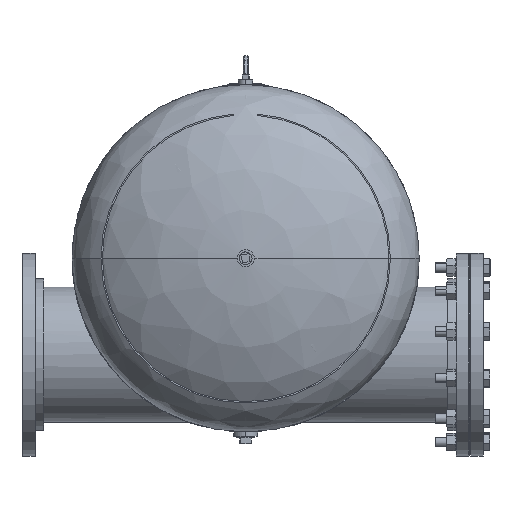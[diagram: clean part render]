
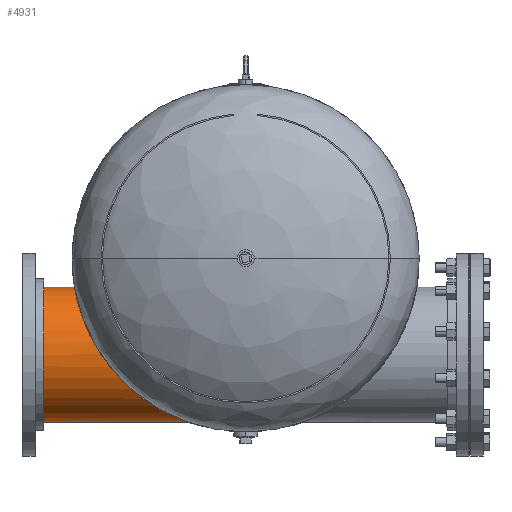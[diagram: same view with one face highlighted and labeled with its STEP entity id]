
A CAD part, front view. The second image highlights one B-rep face of the part: STEP entity #4931.
In plain terms, the highlighted cylindrical face has radius 177.8 mm (diameter 355.6 mm), a partial arc.
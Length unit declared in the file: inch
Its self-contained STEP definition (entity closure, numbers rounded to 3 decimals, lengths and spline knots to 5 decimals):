
#2456 = ORIENTED_EDGE ( 'NONE', *, *, #27787, .T. ) ;
#2786 = DIRECTION ( 'NONE',  ( 0., 1., 0. ) ) ;
#3168 = VECTOR ( 'NONE', #29637, 39.37008 ) ;
#3170 = CARTESIAN_POINT ( 'NONE',  ( -14., 0., -7. ) ) ;
#4076 = AXIS2_PLACEMENT_3D ( 'NONE', #7743, #2786, #28074 ) ;
#4375 = VECTOR ( 'NONE', #10432, 39.37008 ) ;
#4829 = CARTESIAN_POINT ( 'NONE',  ( 0., 19.5, 7. ) ) ;
#4931 = ADVANCED_FACE ( 'NONE', ( #9971 ), #16908, .T. ) ;
#5445 = DIRECTION ( 'NONE',  ( 0., -1., 0. ) ) ;
#5881 = AXIS2_PLACEMENT_3D ( 'NONE', #26076, #5445, #14652 ) ;
#7743 = CARTESIAN_POINT ( 'NONE',  ( 0., 19.5, 0. ) ) ;
#8308 = ORIENTED_EDGE ( 'NONE', *, *, #18155, .F. ) ;
#9971 = FACE_OUTER_BOUND ( 'NONE', #10116, .T. ) ;
#10014 = VERTEX_POINT ( 'NONE', #14128 ) ;
#10116 = EDGE_LOOP ( 'NONE', ( #8308, #11565, #2456, #11861 ) ) ;
#10432 = DIRECTION ( 'NONE',  ( 0., -1., 0. ) ) ;
#11195 = EDGE_CURVE ( 'NONE', #10014, #14345, #16473, .T. ) ;
#11565 = ORIENTED_EDGE ( 'NONE', *, *, #13547, .F. ) ;
#11861 = ORIENTED_EDGE ( 'NONE', *, *, #11195, .F. ) ;
#12362 = CARTESIAN_POINT ( 'NONE',  ( 0., 0., -7. ) ) ;
#12655 = CARTESIAN_POINT ( 'NONE',  ( -14., 10.5, 7. ) ) ;
#13531 = LINE ( 'NONE', #22709, #3168 ) ;
#13547 = EDGE_CURVE ( 'NONE', #24194, #19711, #23807, .T. ) ;
#14128 = CARTESIAN_POINT ( 'NONE',  ( 0., 10.5, 7. ) ) ;
#14345 = VERTEX_POINT ( 'NONE', #22711 ) ;
#14619 = CARTESIAN_POINT ( 'NONE',  ( 0., 10.5, 7. ) ) ;
#14652 = DIRECTION ( 'NONE',  ( 0., 0., -1. ) ) ;
#16473 =( BOUNDED_CURVE ( )  B_SPLINE_CURVE ( 3, ( #14619, #12655, #3170, #12362 ),
 .UNSPECIFIED., .F., .F. ) 
 B_SPLINE_CURVE_WITH_KNOTS ( ( 4, 4 ),
 ( 3.14159, 6.28319 ),
 .UNSPECIFIED. ) 
 CURVE ( )  GEOMETRIC_REPRESENTATION_ITEM ( )  RATIONAL_B_SPLINE_CURVE ( ( 1., 0.333, 0.333, 1. ) ) 
 REPRESENTATION_ITEM ( '' )  );
#16908 = CYLINDRICAL_SURFACE ( 'NONE', #5881, 7. ) ;
#18155 = EDGE_CURVE ( 'NONE', #19711, #10014, #13531, .T. ) ;
#19711 = VERTEX_POINT ( 'NONE', #4829 ) ;
#20991 = CARTESIAN_POINT ( 'NONE',  ( 0., 19.5, -7. ) ) ;
#21881 = CARTESIAN_POINT ( 'NONE',  ( 0., 19.5, -7. ) ) ;
#22709 = CARTESIAN_POINT ( 'NONE',  ( 0., 19.5, 7. ) ) ;
#22711 = CARTESIAN_POINT ( 'NONE',  ( 0., 0., -7. ) ) ;
#23807 = CIRCLE ( 'NONE', #4076, 7. ) ;
#24194 = VERTEX_POINT ( 'NONE', #20991 ) ;
#26076 = CARTESIAN_POINT ( 'NONE',  ( 0., 19.5, 0. ) ) ;
#26088 = LINE ( 'NONE', #21881, #4375 ) ;
#27787 = EDGE_CURVE ( 'NONE', #24194, #14345, #26088, .T. ) ;
#28074 = DIRECTION ( 'NONE',  ( 0., 0., 1. ) ) ;
#29637 = DIRECTION ( 'NONE',  ( 0., -1., 0. ) ) ;
